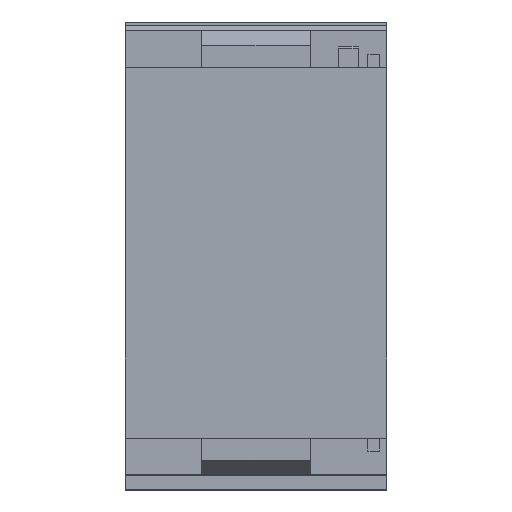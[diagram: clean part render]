
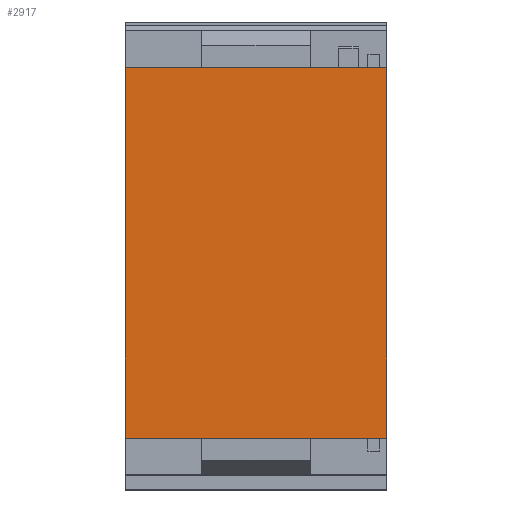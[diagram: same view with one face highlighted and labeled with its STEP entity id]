
A CAD part, top view. The second image highlights one B-rep face of the part: STEP entity #2917.
In plain terms, the highlighted planar face has unit normal (0, 0, 1).
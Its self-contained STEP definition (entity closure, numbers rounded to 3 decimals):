
#759=FACE_OUTER_BOUND($,#826,.T.);
#826=EDGE_LOOP($,(#2548,#2549,#2550,#2551));
#893=LINE($,#4178,#1593);
#894=LINE($,#4180,#1594);
#895=LINE($,#4182,#1595);
#896=LINE($,#4183,#1596);
#1593=VECTOR($,#3162,290.004);
#1594=VECTOR($,#3163,204.5);
#1595=VECTOR($,#3164,290.004);
#1596=VECTOR($,#3165,204.5);
#2293=VERTEX_POINT($,#4176);
#2294=VERTEX_POINT($,#4177);
#2295=VERTEX_POINT($,#4179);
#2296=VERTEX_POINT($,#4181);
#2395=EDGE_CURVE($,#2293,#2294,#893,.T.);
#2396=EDGE_CURVE($,#2294,#2295,#894,.T.);
#2397=EDGE_CURVE($,#2296,#2295,#895,.T.);
#2398=EDGE_CURVE($,#2293,#2296,#896,.T.);
#2548=ORIENTED_EDGE($,*,*,#2395,.T.);
#2549=ORIENTED_EDGE($,*,*,#2396,.T.);
#2550=ORIENTED_EDGE($,*,*,#2397,.F.);
#2551=ORIENTED_EDGE($,*,*,#2398,.F.);
#2854=PLANE($,#3001);
#2917=ADVANCED_FACE($,(#759),#2854,.T.);
#3001=AXIS2_PLACEMENT_3D($,#4175,#3160,#3161);
#3160=DIRECTION('center_axis',(0.,0.,1.));
#3161=DIRECTION('ref_axis',(0.,1.,0.));
#3162=DIRECTION($,(0.,1.,0.));
#3163=DIRECTION($,(-1.,0.,0.));
#3164=DIRECTION($,(0.,1.,0.));
#3165=DIRECTION($,(-1.,0.,0.));
#4175=CARTESIAN_POINT('Origin',(204.5,-142.855,222.));
#4176=CARTESIAN_POINT('',(204.5,-142.855,222.));
#4177=CARTESIAN_POINT('',(204.5,147.149,222.));
#4178=CARTESIAN_POINT($,(204.5,-142.855,222.));
#4179=CARTESIAN_POINT('',(0.,147.149,222.));
#4180=CARTESIAN_POINT($,(204.5,147.149,222.));
#4181=CARTESIAN_POINT('',(0.,-142.855,222.));
#4182=CARTESIAN_POINT($,(0.,-142.855,222.));
#4183=CARTESIAN_POINT($,(204.5,-142.855,222.));
